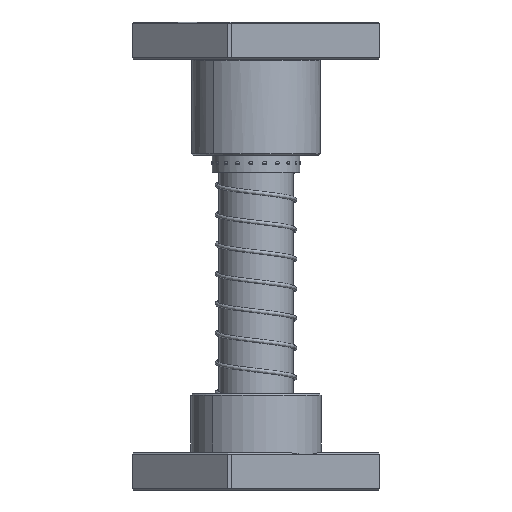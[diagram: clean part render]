
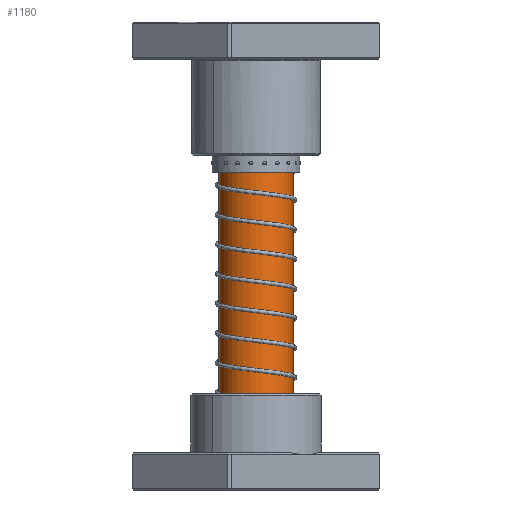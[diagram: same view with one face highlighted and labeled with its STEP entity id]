
A CAD part, front view. The second image highlights one B-rep face of the part: STEP entity #1180.
In plain terms, the highlighted cylindrical face has radius 25 mm (diameter 50 mm), a partial arc.
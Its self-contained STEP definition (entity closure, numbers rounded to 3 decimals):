
#47 = CIRCLE ( 'NONE', #6751, 25. ) ;
#210 = VERTEX_POINT ( 'NONE', #32558 ) ;
#1180 = ADVANCED_FACE ( 'NONE', ( #35519 ), #56876, .T. ) ;
#6390 = CIRCLE ( 'NONE', #42700, 25. ) ;
#6751 = AXIS2_PLACEMENT_3D ( 'NONE', #27734, #64328, #32962 ) ;
#10844 = EDGE_CURVE ( 'NONE', #48134, #39830, #58131, .T. ) ;
#15756 = VECTOR ( 'NONE', #29096, 1000. ) ;
#18099 = EDGE_CURVE ( 'NONE', #65990, #210, #43507, .T. ) ;
#18655 = CARTESIAN_POINT ( 'NONE',  ( -25., 0., 260. ) ) ;
#20583 = CARTESIAN_POINT ( 'NONE',  ( 25., 0., 38.5 ) ) ;
#21855 = CARTESIAN_POINT ( 'NONE',  ( 0., 0., 260. ) ) ;
#21858 = DIRECTION ( 'NONE',  ( 0., 0., -1. ) ) ;
#22079 = DIRECTION ( 'NONE',  ( 0., 0., -1. ) ) ;
#22554 = EDGE_LOOP ( 'NONE', ( #66955, #51227, #42291, #38103 ) ) ;
#27734 = CARTESIAN_POINT ( 'NONE',  ( 0., 0., 257. ) ) ;
#27889 = AXIS2_PLACEMENT_3D ( 'NONE', #21855, #22079, #53626 ) ;
#28620 = CARTESIAN_POINT ( 'NONE',  ( 0., 0., 38.5 ) ) ;
#29096 = DIRECTION ( 'NONE',  ( 0., 0., -1. ) ) ;
#32558 = CARTESIAN_POINT ( 'NONE',  ( -25., 0., 38.5 ) ) ;
#32962 = DIRECTION ( 'NONE',  ( 1., 0., 0. ) ) ;
#33833 = DIRECTION ( 'NONE',  ( -1., 0., 0. ) ) ;
#35519 = FACE_OUTER_BOUND ( 'NONE', #22554, .T. ) ;
#38103 = ORIENTED_EDGE ( 'NONE', *, *, #46286, .F. ) ;
#39830 = VERTEX_POINT ( 'NONE', #20583 ) ;
#42291 = ORIENTED_EDGE ( 'NONE', *, *, #18099, .T. ) ;
#42700 = AXIS2_PLACEMENT_3D ( 'NONE', #28620, #65228, #33833 ) ;
#43507 = LINE ( 'NONE', #18655, #15756 ) ;
#44194 = VECTOR ( 'NONE', #21858, 1000. ) ;
#46286 = EDGE_CURVE ( 'NONE', #39830, #210, #6390, .T. ) ;
#48134 = VERTEX_POINT ( 'NONE', #53159 ) ;
#51227 = ORIENTED_EDGE ( 'NONE', *, *, #54939, .T. ) ;
#52962 = CARTESIAN_POINT ( 'NONE',  ( 25., 0., 260. ) ) ;
#53102 = CARTESIAN_POINT ( 'NONE',  ( -25., 0., 257. ) ) ;
#53159 = CARTESIAN_POINT ( 'NONE',  ( 25., 0., 257. ) ) ;
#53626 = DIRECTION ( 'NONE',  ( -1., 0., 0. ) ) ;
#54939 = EDGE_CURVE ( 'NONE', #48134, #65990, #47, .T. ) ;
#56876 = CYLINDRICAL_SURFACE ( 'NONE', #27889, 25. ) ;
#58131 = LINE ( 'NONE', #52962, #44194 ) ;
#64328 = DIRECTION ( 'NONE',  ( 0., 0., -1. ) ) ;
#65228 = DIRECTION ( 'NONE',  ( 0., 0., -1. ) ) ;
#65990 = VERTEX_POINT ( 'NONE', #53102 ) ;
#66955 = ORIENTED_EDGE ( 'NONE', *, *, #10844, .F. ) ;
